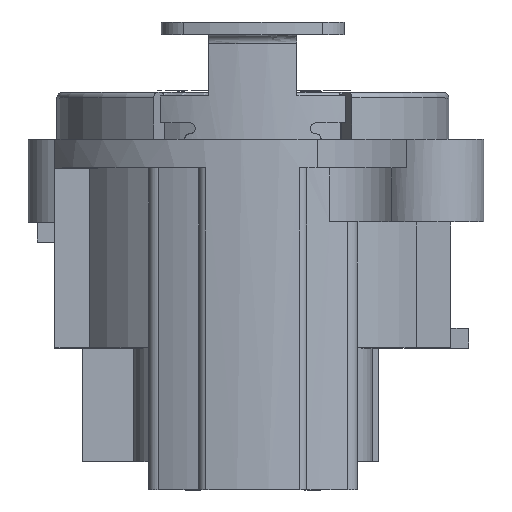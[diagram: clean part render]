
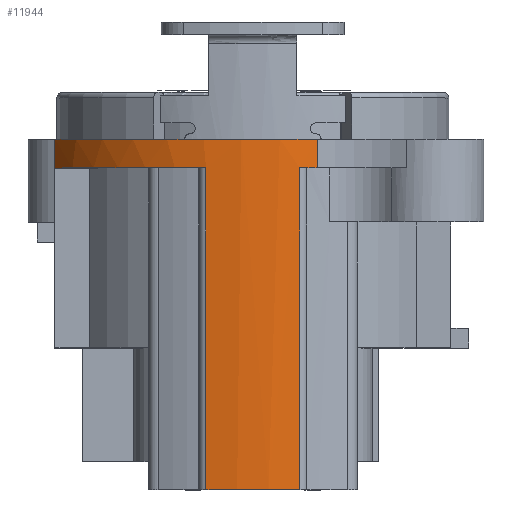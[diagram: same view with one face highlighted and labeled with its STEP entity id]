
A CAD part, top view. The second image highlights one B-rep face of the part: STEP entity #11944.
In plain terms, the highlighted cylindrical face has radius 12.5 mm (diameter 25 mm), a partial arc.
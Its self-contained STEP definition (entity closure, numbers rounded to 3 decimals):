
#7827 = VERTEX_POINT('',#7828);
#7828 = CARTESIAN_POINT('',(-11.009,12.7,18.487));
#7836 = EDGE_CURVE('',#7827,#7837,#7839,.T.);
#7837 = VERTEX_POINT('',#7838);
#7838 = CARTESIAN_POINT('',(3.576,12.7,24.525));
#7839 = CIRCLE('',#7840,12.5);
#7840 = AXIS2_PLACEMENT_3D('',#7841,#7842,#7843);
#7841 = CARTESIAN_POINT('',(-0.009,12.7,12.55));
#7842 = DIRECTION('',(0.,1.,0.));
#7843 = DIRECTION('',(-0.88,0.,0.475));
#8155 = VERTEX_POINT('',#8156);
#8156 = CARTESIAN_POINT('',(2.595,-6.8,24.776));
#8163 = EDGE_CURVE('',#8155,#8164,#8166,.T.);
#8164 = VERTEX_POINT('',#8165);
#8165 = CARTESIAN_POINT('',(-2.613,-6.8,24.776));
#8166 = CIRCLE('',#8167,12.5);
#8167 = AXIS2_PLACEMENT_3D('',#8168,#8169,#8170);
#8168 = CARTESIAN_POINT('',(-0.009,-6.8,12.55));
#8169 = DIRECTION('',(0.,-1.,0.));
#8170 = DIRECTION('',(0.208,0.,0.978));
#11927 = VERTEX_POINT('',#11928);
#11928 = CARTESIAN_POINT('',(-11.009,11.1,18.487));
#11934 = EDGE_CURVE('',#7827,#11927,#11935,.T.);
#11935 = LINE('',#11936,#11937);
#11936 = CARTESIAN_POINT('',(-11.009,12.7,18.487));
#11937 = VECTOR('',#11938,1.);
#11938 = DIRECTION('',(0.,-1.,0.));
#11944 = ADVANCED_FACE('',(#11945),#11988,.F.);
#11945 = FACE_BOUND('',#11946,.F.);
#11946 = EDGE_LOOP('',(#11947,#11958,#11964,#11965,#11966,#11975,#11981,
    #11982));
#11947 = ORIENTED_EDGE('',*,*,#11948,.F.);
#11948 = EDGE_CURVE('',#11949,#11951,#11953,.T.);
#11949 = VERTEX_POINT('',#11950);
#11950 = CARTESIAN_POINT('',(3.576,11.1,24.525));
#11951 = VERTEX_POINT('',#11952);
#11952 = CARTESIAN_POINT('',(2.595,11.1,24.776));
#11953 = CIRCLE('',#11954,12.5);
#11954 = AXIS2_PLACEMENT_3D('',#11955,#11956,#11957);
#11955 = CARTESIAN_POINT('',(-0.009,11.1,12.55));
#11956 = DIRECTION('',(0.,-1.,0.));
#11957 = DIRECTION('',(0.287,0.,0.958));
#11958 = ORIENTED_EDGE('',*,*,#11959,.F.);
#11959 = EDGE_CURVE('',#7837,#11949,#11960,.T.);
#11960 = LINE('',#11961,#11962);
#11961 = CARTESIAN_POINT('',(3.576,12.7,24.525));
#11962 = VECTOR('',#11963,1.);
#11963 = DIRECTION('',(0.,-1.,0.));
#11964 = ORIENTED_EDGE('',*,*,#7836,.F.);
#11965 = ORIENTED_EDGE('',*,*,#11934,.T.);
#11966 = ORIENTED_EDGE('',*,*,#11967,.F.);
#11967 = EDGE_CURVE('',#11968,#11927,#11970,.T.);
#11968 = VERTEX_POINT('',#11969);
#11969 = CARTESIAN_POINT('',(-2.613,11.1,24.776));
#11970 = CIRCLE('',#11971,12.5);
#11971 = AXIS2_PLACEMENT_3D('',#11972,#11973,#11974);
#11972 = CARTESIAN_POINT('',(-0.009,11.1,12.55));
#11973 = DIRECTION('',(0.,-1.,0.));
#11974 = DIRECTION('',(-0.208,0.,0.978));
#11975 = ORIENTED_EDGE('',*,*,#11976,.F.);
#11976 = EDGE_CURVE('',#8164,#11968,#11977,.T.);
#11977 = LINE('',#11978,#11979);
#11978 = CARTESIAN_POINT('',(-2.613,-6.8,24.776));
#11979 = VECTOR('',#11980,1.);
#11980 = DIRECTION('',(0.,1.,0.));
#11981 = ORIENTED_EDGE('',*,*,#8163,.F.);
#11982 = ORIENTED_EDGE('',*,*,#11983,.T.);
#11983 = EDGE_CURVE('',#8155,#11951,#11984,.T.);
#11984 = LINE('',#11985,#11986);
#11985 = CARTESIAN_POINT('',(2.595,-6.8,24.776));
#11986 = VECTOR('',#11987,1.);
#11987 = DIRECTION('',(0.,1.,0.));
#11988 = CYLINDRICAL_SURFACE('',#11989,12.5);
#11989 = AXIS2_PLACEMENT_3D('',#11990,#11991,#11992);
#11990 = CARTESIAN_POINT('',(-0.009,-6.8,12.55));
#11991 = DIRECTION('',(0.,1.,0.));
#11992 = DIRECTION('',(-1.,0.,0.));
